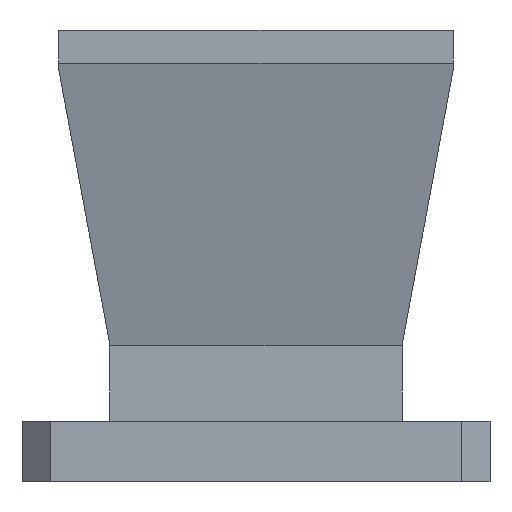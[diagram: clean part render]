
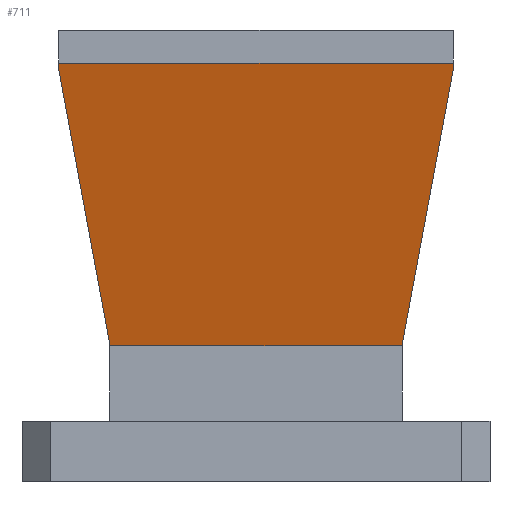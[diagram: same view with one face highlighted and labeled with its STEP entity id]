
A CAD part, left-side view. The second image highlights one B-rep face of the part: STEP entity #711.
In plain terms, the highlighted planar face has unit normal (-0.969, 0, -0.249).
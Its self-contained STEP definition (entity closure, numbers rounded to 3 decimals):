
#17 = CARTESIAN_POINT ( 'NONE',  ( -11.619, -14.05, 69.785 ) ) ;
#31 = CARTESIAN_POINT ( 'NONE',  ( -11.526, -14.05, 69.426 ) ) ;
#40 = VERTEX_POINT ( 'NONE', #834 ) ;
#41 = AXIS2_PLACEMENT_3D ( 'NONE', #1065, #499, #1308 ) ;
#45 = EDGE_CURVE ( 'NONE', #1256, #1220, #1189, .T. ) ;
#83 = CARTESIAN_POINT ( 'NONE',  ( -11.619, 14.05, 69.785 ) ) ;
#175 = PLANE ( 'NONE',  #41 ) ;
#196 = EDGE_CURVE ( 'NONE', #326, #407, #312, .T. ) ;
#215 = LINE ( 'NONE', #1448, #1418 ) ;
#252 = VECTOR ( 'NONE', #1063, 1000. ) ;
#260 = CARTESIAN_POINT ( 'NONE',  ( -9.215, -10.399, 60.437 ) ) ;
#275 = VECTOR ( 'NONE', #490, 1000. ) ;
#312 = LINE ( 'NONE', #688, #275 ) ;
#318 = CARTESIAN_POINT ( 'NONE',  ( -6.472, 10.399, 49.77 ) ) ;
#326 = VERTEX_POINT ( 'NONE', #1310 ) ;
#407 = VERTEX_POINT ( 'NONE', #897 ) ;
#425 = LINE ( 'NONE', #83, #683 ) ;
#432 = ORIENTED_EDGE ( 'NONE', *, *, #874, .T. ) ;
#433 = VERTEX_POINT ( 'NONE', #1224 ) ;
#473 = CARTESIAN_POINT ( 'NONE',  ( -6.45, 10.399, 49.684 ) ) ;
#490 = DIRECTION ( 'NONE',  ( -0.249, 0., 0.968 ) ) ;
#499 = DIRECTION ( 'NONE',  ( -0.968, 0., -0.249 ) ) ;
#514 = VECTOR ( 'NONE', #696, 1000. ) ;
#521 = ORIENTED_EDGE ( 'NONE', *, *, #1015, .T. ) ;
#541 = DIRECTION ( 'NONE',  ( 0.249, 0., -0.968 ) ) ;
#563 = VECTOR ( 'NONE', #825, 1000. ) ;
#569 = ORIENTED_EDGE ( 'NONE', *, *, #196, .T. ) ;
#587 = LINE ( 'NONE', #17, #1201 ) ;
#613 = ORIENTED_EDGE ( 'NONE', *, *, #1386, .F. ) ;
#677 = ORIENTED_EDGE ( 'NONE', *, *, #45, .T. ) ;
#683 = VECTOR ( 'NONE', #541, 1000. ) ;
#688 = CARTESIAN_POINT ( 'NONE',  ( -11.526, -14.05, 69.426 ) ) ;
#696 = DIRECTION ( 'NONE',  ( 0., 1., 0. ) ) ;
#711 = ADVANCED_FACE ( 'NONE', ( #1060 ), #175, .T. ) ;
#777 = DIRECTION ( 'NONE',  ( 0.249, 0., -0.968 ) ) ;
#817 = LINE ( 'NONE', #31, #563 ) ;
#825 = DIRECTION ( 'NONE',  ( 0.245, 0.177, -0.953 ) ) ;
#834 = CARTESIAN_POINT ( 'NONE',  ( -6.472, 10.399, 49.77 ) ) ;
#874 = EDGE_CURVE ( 'NONE', #1012, #433, #425, .T. ) ;
#885 = EDGE_CURVE ( 'NONE', #40, #433, #988, .T. ) ;
#886 = CARTESIAN_POINT ( 'NONE',  ( -6.45, -10.399, 49.684 ) ) ;
#891 = EDGE_CURVE ( 'NONE', #40, #1303, #215, .T. ) ;
#897 = CARTESIAN_POINT ( 'NONE',  ( -11.619, -14.05, 69.785 ) ) ;
#988 = LINE ( 'NONE', #318, #1059 ) ;
#996 = DIRECTION ( 'NONE',  ( -0.245, 0.177, 0.953 ) ) ;
#1000 = EDGE_LOOP ( 'NONE', ( #1145, #569, #521, #432, #1092, #1446, #613, #677 ) ) ;
#1012 = VERTEX_POINT ( 'NONE', #1053 ) ;
#1015 = EDGE_CURVE ( 'NONE', #407, #1012, #587, .T. ) ;
#1024 = EDGE_CURVE ( 'NONE', #326, #1220, #817, .T. ) ;
#1053 = CARTESIAN_POINT ( 'NONE',  ( -11.619, 14.05, 69.785 ) ) ;
#1059 = VECTOR ( 'NONE', #996, 1000. ) ;
#1060 = FACE_OUTER_BOUND ( 'NONE', #1000, .T. ) ;
#1063 = DIRECTION ( 'NONE',  ( -0.249, 0., 0.968 ) ) ;
#1065 = CARTESIAN_POINT ( 'NONE',  ( -9.215, 0., 60.437 ) ) ;
#1092 = ORIENTED_EDGE ( 'NONE', *, *, #885, .F. ) ;
#1128 = CARTESIAN_POINT ( 'NONE',  ( -6.45, 0., 49.684 ) ) ;
#1145 = ORIENTED_EDGE ( 'NONE', *, *, #1024, .F. ) ;
#1189 = LINE ( 'NONE', #260, #252 ) ;
#1201 = VECTOR ( 'NONE', #1382, 1000. ) ;
#1220 = VERTEX_POINT ( 'NONE', #1444 ) ;
#1224 = CARTESIAN_POINT ( 'NONE',  ( -11.526, 14.05, 69.426 ) ) ;
#1256 = VERTEX_POINT ( 'NONE', #886 ) ;
#1303 = VERTEX_POINT ( 'NONE', #473 ) ;
#1308 = DIRECTION ( 'NONE',  ( -0.249, 0., 0.968 ) ) ;
#1310 = CARTESIAN_POINT ( 'NONE',  ( -11.526, -14.05, 69.426 ) ) ;
#1381 = LINE ( 'NONE', #1128, #514 ) ;
#1382 = DIRECTION ( 'NONE',  ( 0., 1., 0. ) ) ;
#1386 = EDGE_CURVE ( 'NONE', #1256, #1303, #1381, .T. ) ;
#1418 = VECTOR ( 'NONE', #777, 1000. ) ;
#1444 = CARTESIAN_POINT ( 'NONE',  ( -6.472, -10.399, 49.77 ) ) ;
#1446 = ORIENTED_EDGE ( 'NONE', *, *, #891, .T. ) ;
#1448 = CARTESIAN_POINT ( 'NONE',  ( -9.215, 10.399, 60.437 ) ) ;
